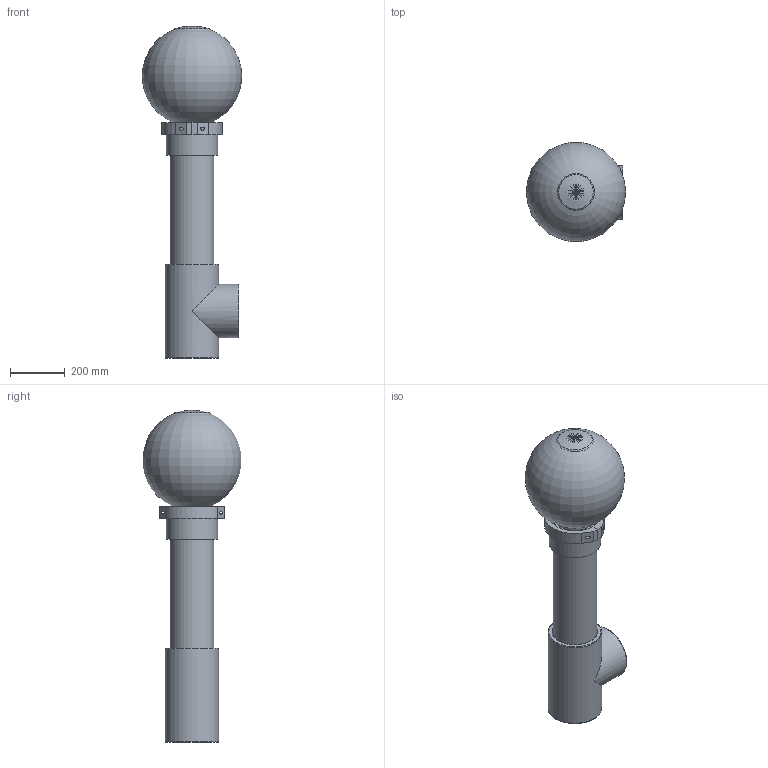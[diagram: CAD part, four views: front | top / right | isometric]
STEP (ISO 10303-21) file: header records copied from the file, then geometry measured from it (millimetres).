
FILE_DESCRIPTION (( 'STEP AP214' ), '1' );
FILE_NAME ('201.200.160 EB-klep 160 Netvic.STEP', '2023-02-08T08:30:43', ( '' ), ( '' ), 'SwSTEP 2.0', 'SolidWorks 2018', '' );
FILE_SCHEMA (( 'AUTOMOTIVE_DESIGN' ));
Length unit declared in the file: millimetre
Products named in the file (1): 201.200.160 EB-klep 160 Netvic
Bounding box: 363.03 x 360.38 x 1212.4 mm (x, y, z)
Surface area: 1888205.1 mm2 (no closed solid volume)
Topology: 0 solids, 11 shells, 62 faces, 196 edges, 142 vertices
Faces by surface type: plane 25, cylinder 23, torus 13, cone 1
Full cylindrical faces by diameter (mm): 10 x4, 92.34 x1, 96 x1, 110 x1, 125 x1, 127 x1, 131 x1, 134 x1, 147 x1, 150 x1, 160 x3, 188 x1, 196 x2
Entity records: 2880 total; most frequent: CARTESIAN_POINT 623, DIRECTION 334, ORIENTED_EDGE 225, EDGE_CURVE 152, AXIS2_PLACEMENT_3D 137, VERTEX_POINT 132, EDGE_LOOP 116, FACE_OUTER_BOUND 93
